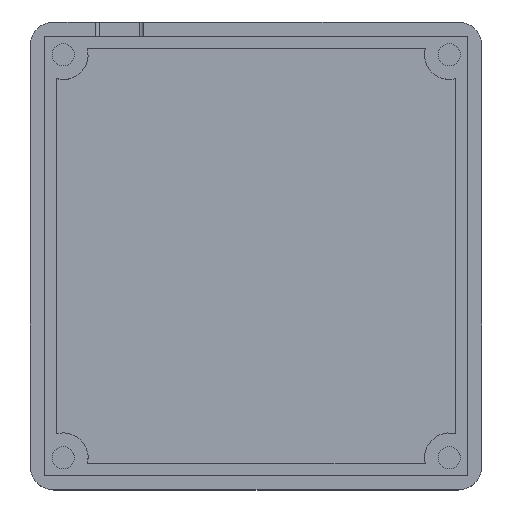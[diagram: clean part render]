
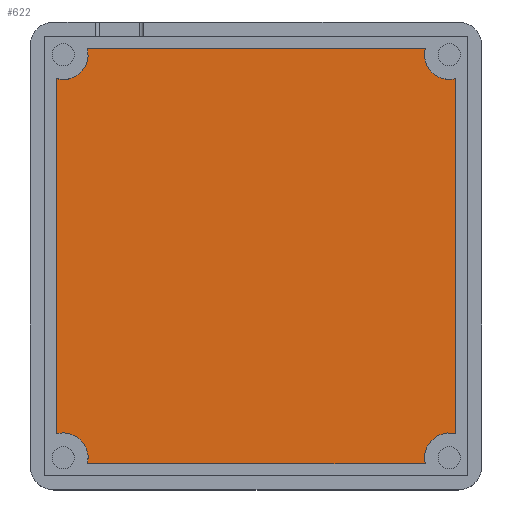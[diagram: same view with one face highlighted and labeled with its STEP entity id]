
A CAD part, top view. The second image highlights one B-rep face of the part: STEP entity #622.
In plain terms, the highlighted planar face has unit normal (0, 0, 1).
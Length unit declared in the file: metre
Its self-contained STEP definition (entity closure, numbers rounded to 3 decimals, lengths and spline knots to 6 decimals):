
#44=CIRCLE('',#686,0.00525);
#45=CIRCLE('',#688,0.00525);
#46=CIRCLE('',#690,0.00525);
#47=CIRCLE('',#692,0.00525);
#140=ORIENTED_EDGE('',*,*,#278,.F.);
#141=ORIENTED_EDGE('',*,*,#272,.T.);
#142=ORIENTED_EDGE('',*,*,#283,.F.);
#143=ORIENTED_EDGE('',*,*,#277,.T.);
#144=ORIENTED_EDGE('',*,*,#282,.F.);
#145=ORIENTED_EDGE('',*,*,#284,.F.);
#146=ORIENTED_EDGE('',*,*,#279,.F.);
#147=ORIENTED_EDGE('',*,*,#270,.F.);
#270=EDGE_CURVE('',#352,#353,#398,.T.);
#272=EDGE_CURVE('',#354,#355,#400,.T.);
#277=EDGE_CURVE('',#356,#357,#405,.T.);
#278=EDGE_CURVE('',#354,#352,#44,.T.);
#279=EDGE_CURVE('',#353,#358,#45,.T.);
#282=EDGE_CURVE('',#359,#357,#46,.T.);
#283=EDGE_CURVE('',#356,#355,#47,.T.);
#284=EDGE_CURVE('',#358,#359,#408,.T.);
#352=VERTEX_POINT('',#1005);
#353=VERTEX_POINT('',#1007);
#354=VERTEX_POINT('',#1011);
#355=VERTEX_POINT('',#1012);
#356=VERTEX_POINT('',#1017);
#357=VERTEX_POINT('',#1019);
#358=VERTEX_POINT('',#1025);
#359=VERTEX_POINT('',#1029);
#398=LINE('',#1006,#456);
#400=LINE('',#1010,#458);
#405=LINE('',#1020,#463);
#408=LINE('',#1034,#466);
#456=VECTOR('',#806,1.);
#458=VECTOR('',#810,1.);
#463=VECTOR('',#817,1.);
#466=VECTOR('',#838,1.);
#516=EDGE_LOOP('',(#140,#141,#142,#143,#144,#145,#146,#147));
#562=FACE_BOUND('',#516,.T.);
#591=PLANE('',#694);
#622=ADVANCED_FACE('',(#562),#591,.T.);
#686=AXIS2_PLACEMENT_3D('',#1022,#820,#821);
#688=AXIS2_PLACEMENT_3D('',#1024,#824,#825);
#690=AXIS2_PLACEMENT_3D('',#1030,#830,#831);
#692=AXIS2_PLACEMENT_3D('',#1032,#834,#835);
#694=AXIS2_PLACEMENT_3D('',#1035,#839,#840);
#806=DIRECTION('',(1.,0.,0.));
#810=DIRECTION('',(0.,-1.,0.));
#817=DIRECTION('',(1.,0.,0.));
#820=DIRECTION('',(0.,0.,1.));
#821=DIRECTION('',(1.,0.,0.));
#824=DIRECTION('',(0.,0.,1.));
#825=DIRECTION('',(1.,0.,0.));
#830=DIRECTION('',(0.,0.,1.));
#831=DIRECTION('',(1.,0.,0.));
#834=DIRECTION('',(0.,0.,1.));
#835=DIRECTION('',(1.,0.,0.));
#838=DIRECTION('',(0.,-1.,0.));
#839=DIRECTION('',(0.,0.,1.));
#840=DIRECTION('',(1.,0.,0.));
#1005=CARTESIAN_POINT('',(0.115559,-0.05121,-0.0128));
#1006=CARTESIAN_POINT('',(0.15132,-0.05121,-0.0128));
#1007=CARTESIAN_POINT('',(0.187221,-0.05121,-0.0128));
#1010=CARTESIAN_POINT('',(0.10898,-0.09526,-0.0128));
#1011=CARTESIAN_POINT('',(0.10898,-0.057637,-0.0128));
#1012=CARTESIAN_POINT('',(0.10898,-0.132967,-0.0128));
#1017=CARTESIAN_POINT('',(0.115581,-0.13931,-0.0128));
#1019=CARTESIAN_POINT('',(0.187176,-0.13931,-0.0128));
#1020=CARTESIAN_POINT('',(0.15132,-0.13931,-0.0128));
#1022=CARTESIAN_POINT('',(0.1105,-0.052612,-0.0128));
#1024=CARTESIAN_POINT('',(0.19228,-0.052612,-0.0128));
#1025=CARTESIAN_POINT('',(0.19366,-0.057677,-0.0128));
#1029=CARTESIAN_POINT('',(0.19366,-0.13294,-0.0128));
#1030=CARTESIAN_POINT('',(0.19226,-0.138,-0.0128));
#1032=CARTESIAN_POINT('',(0.110499,-0.137992,-0.0128));
#1034=CARTESIAN_POINT('',(0.19366,-0.09526,-0.0128));
#1035=CARTESIAN_POINT('',(0.15132,-0.09526,-0.0128));
